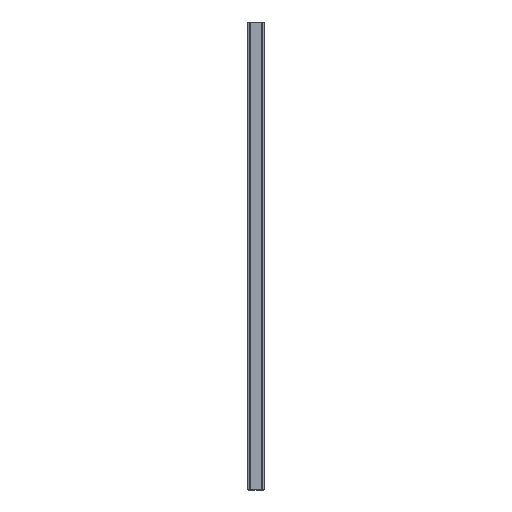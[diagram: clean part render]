
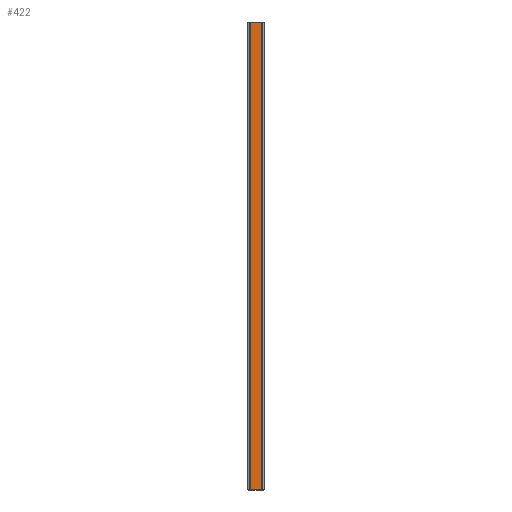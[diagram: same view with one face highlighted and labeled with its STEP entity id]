
A CAD part, top view. The second image highlights one B-rep face of the part: STEP entity #422.
In plain terms, the highlighted planar face has unit normal (0, 0, 1).
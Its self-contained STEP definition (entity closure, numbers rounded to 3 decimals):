
#422=ADVANCED_FACE('',(#863),#864,.T.);
#863=FACE_OUTER_BOUND('',#1326,.T.);
#864=PLANE('',#1327);
#1326=EDGE_LOOP('',(#2562,#2563,#2564,#2565));
#1327=AXIS2_PLACEMENT_3D('',#2566,#2567,#2568);
#2562=ORIENTED_EDGE('',*,*,#3144,.T.);
#2563=ORIENTED_EDGE('',*,*,#3246,.F.);
#2564=ORIENTED_EDGE('',*,*,#3014,.F.);
#2565=ORIENTED_EDGE('',*,*,#3244,.T.);
#2566=CARTESIAN_POINT('',(0.0,570.0,17.5));
#2567=DIRECTION('',(0.0,0.0,1.0));
#2568=DIRECTION('',(-1.0,0.0,-0.0));
#3014=EDGE_CURVE('',#3691,#3693,#3694,.T.);
#3144=EDGE_CURVE('',#3908,#3906,#3909,.T.);
#3244=EDGE_CURVE('',#3691,#3908,#4027,.T.);
#3246=EDGE_CURVE('',#3693,#3906,#4029,.T.);
#3691=VERTEX_POINT('',#4637);
#3693=VERTEX_POINT('',#4640);
#3694=LINE('',#4641,#4642);
#3906=VERTEX_POINT('',#4936);
#3908=VERTEX_POINT('',#4939);
#3909=LINE('',#4940,#4941);
#4027=LINE('',#5087,#5088);
#4029=LINE('',#5090,#5091);
#4637=CARTESIAN_POINT('',(-7.231,570.0,17.5));
#4640=CARTESIAN_POINT('',(7.231,570.0,17.5));
#4641=CARTESIAN_POINT('',(-7.231,570.0,17.5));
#4642=VECTOR('',#5411,1.0);
#4936=CARTESIAN_POINT('',(7.231,0.0,17.5));
#4939=CARTESIAN_POINT('',(-7.231,0.0,17.5));
#4940=CARTESIAN_POINT('',(-7.231,0.0,17.5));
#4941=VECTOR('',#5561,1.0);
#5087=CARTESIAN_POINT('',(-7.231,570.0,17.5));
#5088=VECTOR('',#5683,1.0);
#5090=CARTESIAN_POINT('',(7.231,570.0,17.5));
#5091=VECTOR('',#5684,1.0);
#5411=DIRECTION('',(1.0,0.0,0.0));
#5561=DIRECTION('',(1.0,0.0,0.0));
#5683=DIRECTION('',(0.0,-1.0,0.0));
#5684=DIRECTION('',(0.0,-1.0,0.0));
